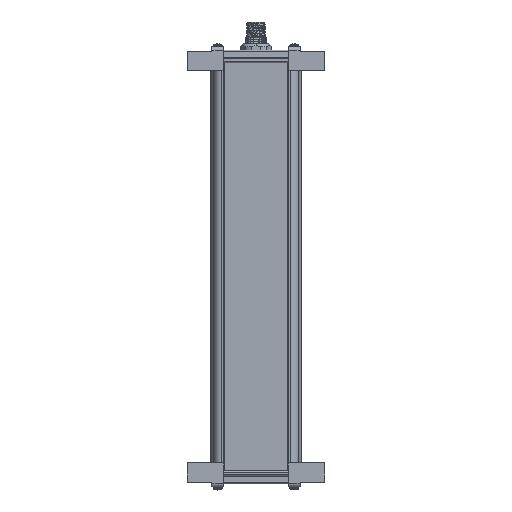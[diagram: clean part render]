
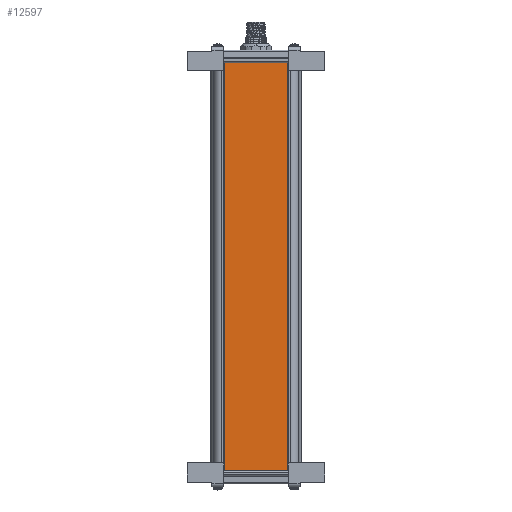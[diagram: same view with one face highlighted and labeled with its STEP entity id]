
A CAD part, front view. The second image highlights one B-rep face of the part: STEP entity #12597.
In plain terms, the highlighted planar face has unit normal (0, -1, 0).
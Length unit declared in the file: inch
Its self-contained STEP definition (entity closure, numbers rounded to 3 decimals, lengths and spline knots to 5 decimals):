
#441 = EDGE_CURVE ( 'Defeatured_4_154+Defeatured_4_89+Defeatured_4_90+Defeatured_4_88', #930, #23661, #41336, .T. ) ;
#552 = CARTESIAN_POINT ( 'NONE',  ( -2.62964, -2.09248, -3.90021 ) ) ;
#733 = VECTOR ( 'NONE', #9625, 39.37008 ) ;
#930 = VERTEX_POINT ( 'NONE', #1560 ) ;
#1202 = ORIENTED_EDGE ( 'NONE', *, *, #441, .F. ) ;
#1326 = FACE_OUTER_BOUND ( 'NONE', #2403, .T. ) ;
#1560 = CARTESIAN_POINT ( 'NONE',  ( -4.20444, -2.09248, 6.19192 ) ) ;
#2184 = LINE ( 'NONE', #5941, #38999 ) ;
#2371 = PLANE ( 'NONE',  #28563 ) ;
#2403 = EDGE_LOOP ( 'NONE', ( #8438, #38630, #1202, #13180 ) ) ;
#3016 = DIRECTION ( 'NONE',  ( 0., 0., -1. ) ) ;
#5929 = VECTOR ( 'NONE', #32605, 39.37008 ) ;
#5941 = CARTESIAN_POINT ( 'NONE',  ( -4.20444, -2.09248, -3.90021 ) ) ;
#7610 = EDGE_CURVE ( 'Defeatured_4_43+Defeatured_4_89+Defeatured_4_88+Defeatured_4_90', #38458, #26016, #2184, .T. ) ;
#7690 = DIRECTION ( 'NONE',  ( 1., 0., 0. ) ) ;
#8438 = ORIENTED_EDGE ( 'NONE', *, *, #7610, .F. ) ;
#9625 = DIRECTION ( 'NONE',  ( 0., 0., 1. ) ) ;
#10313 = VECTOR ( 'NONE', #7690, 39.37008 ) ;
#10381 = CARTESIAN_POINT ( 'NONE',  ( -4.20444, -2.09248, -3.90021 ) ) ;
#12263 = CARTESIAN_POINT ( 'NONE',  ( -4.20444, -2.09248, -3.93958 ) ) ;
#12597 = ADVANCED_FACE ( 'Defeatured_4_89', ( #1326 ), #2371, .T. ) ;
#13180 = ORIENTED_EDGE ( 'NONE', *, *, #40074, .F. ) ;
#13876 = DIRECTION ( 'NONE',  ( -1., 0., 0. ) ) ;
#16336 = EDGE_CURVE ( 'Defeatured_4_89+Defeatured_4_88+Defeatured_4_43+Defeatured_4_154', #38458, #23661, #39957, .T. ) ;
#20211 = CARTESIAN_POINT ( 'NONE',  ( -2.62964, -2.09248, -3.93958 ) ) ;
#23661 = VERTEX_POINT ( 'NONE', #38908 ) ;
#25361 = CARTESIAN_POINT ( 'NONE',  ( -4.20444, -2.09248, 6.19192 ) ) ;
#26016 = VERTEX_POINT ( 'NONE', #10381 ) ;
#26700 = DIRECTION ( 'NONE',  ( 0., -1., 0. ) ) ;
#28563 = AXIS2_PLACEMENT_3D ( 'NONE', #33351, #26700, #3016 ) ;
#32605 = DIRECTION ( 'NONE',  ( 0., 0., 1. ) ) ;
#33351 = CARTESIAN_POINT ( 'NONE',  ( -4.20444, -2.09248, -3.93958 ) ) ;
#38458 = VERTEX_POINT ( 'NONE', #552 ) ;
#38630 = ORIENTED_EDGE ( 'NONE', *, *, #16336, .T. ) ;
#38908 = CARTESIAN_POINT ( 'NONE',  ( -2.62964, -2.09248, 6.19192 ) ) ;
#38999 = VECTOR ( 'NONE', #13876, 39.37008 ) ;
#39957 = LINE ( 'NONE', #20211, #733 ) ;
#40074 = EDGE_CURVE ( 'Defeatured_4_90+Defeatured_4_89+Defeatured_4_43+Defeatured_4_154', #26016, #930, #42570, .T. ) ;
#41336 = LINE ( 'NONE', #25361, #10313 ) ;
#42570 = LINE ( 'NONE', #12263, #5929 ) ;
